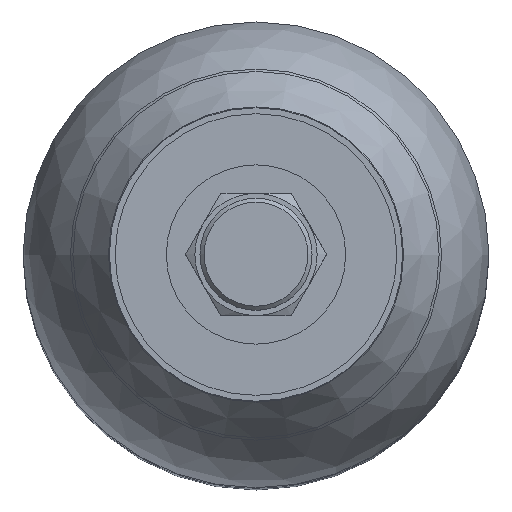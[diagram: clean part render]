
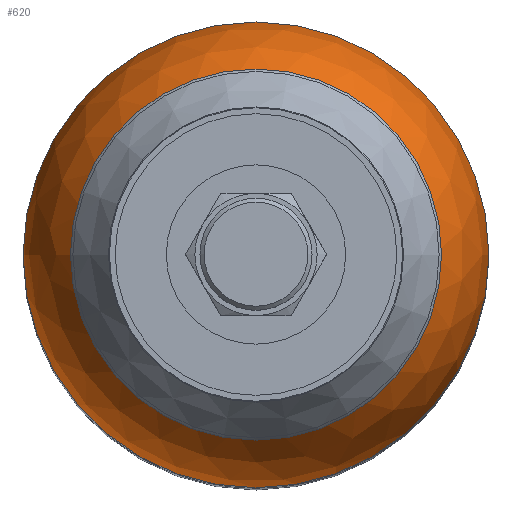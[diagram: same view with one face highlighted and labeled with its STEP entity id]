
A CAD part, top view. The second image highlights one B-rep face of the part: STEP entity #620.
In plain terms, the highlighted spherical face has radius 57.15 mm.
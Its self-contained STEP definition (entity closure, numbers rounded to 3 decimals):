
#620 = ADVANCED_FACE( '', ( #1323, #1324 ), #1325, .T. );
#1323 = FACE_OUTER_BOUND( '', #2107, .T. );
#1324 = FACE_OUTER_BOUND( '', #2108, .T. );
#1325 = SPHERICAL_SURFACE( '', #2109, 57.15 );
#2107 = EDGE_LOOP( '', ( #4457 ) );
#2108 = EDGE_LOOP( '', ( #4458 ) );
#2109 = AXIS2_PLACEMENT_3D( '', #4459, #4460, #4461 );
#4457 = ORIENTED_EDGE( '', *, *, #4764, .F. );
#4458 = ORIENTED_EDGE( '', *, *, #5092, .T. );
#4459 = CARTESIAN_POINT( '', ( 0., 0., 174.654 ) );
#4460 = DIRECTION( '', ( 0., 0., -1. ) );
#4461 = DIRECTION( '', ( -1., 0., 0. ) );
#4764 = EDGE_CURVE( '', #5542, #5542, #5543, .T. );
#5092 = EDGE_CURVE( '', #6047, #6047, #6048, .T. );
#5542 = VERTEX_POINT( '', #7145 );
#5543 = CIRCLE( '', #7146, 57.15 );
#6047 = VERTEX_POINT( '', #8577 );
#6048 = CIRCLE( '', #8578, 22. );
#7145 = CARTESIAN_POINT( '', ( -57.15, 0., 174.654 ) );
#7146 = AXIS2_PLACEMENT_3D( '', #9598, #9599, #9600 );
#8577 = CARTESIAN_POINT( '', ( -22., 0., 227.4 ) );
#8578 = AXIS2_PLACEMENT_3D( '', #10042, #10043, #10044 );
#9598 = CARTESIAN_POINT( '', ( 0., 0., 174.654 ) );
#9599 = DIRECTION( '', ( 0., 0., -1. ) );
#9600 = DIRECTION( '', ( -1., 0., 0. ) );
#10042 = CARTESIAN_POINT( '', ( 0., 0., 227.4 ) );
#10043 = DIRECTION( '', ( 0., 0., -1. ) );
#10044 = DIRECTION( '', ( -1., 0., 0. ) );
